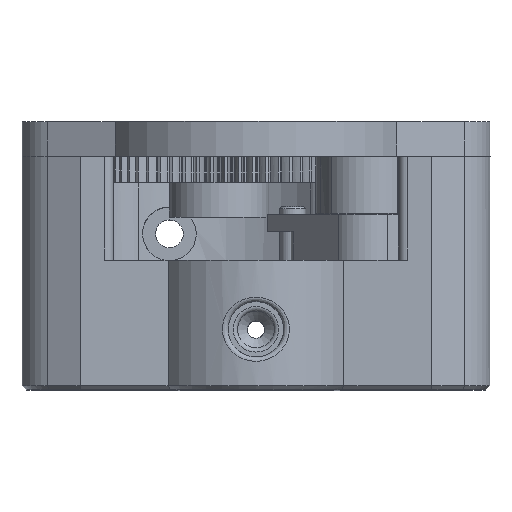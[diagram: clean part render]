
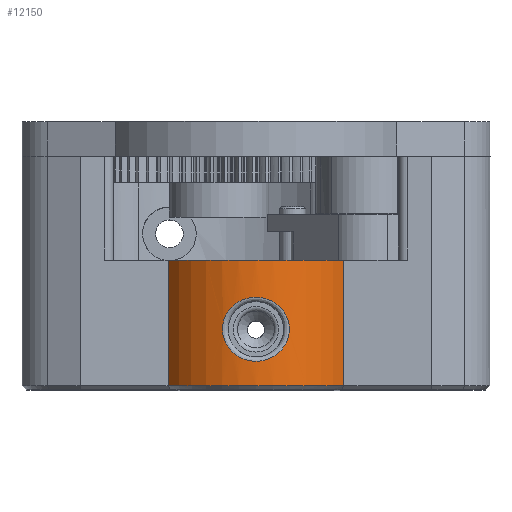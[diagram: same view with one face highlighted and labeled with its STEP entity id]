
A CAD part, top view. The second image highlights one B-rep face of the part: STEP entity #12150.
In plain terms, the highlighted cylindrical face has radius 12 mm (diameter 24 mm), a partial arc.
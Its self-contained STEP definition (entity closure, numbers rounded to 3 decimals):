
#488=B_SPLINE_CURVE_WITH_KNOTS('',3,(#18319,#18320,#18321,#18322,#18323,
#18324,#18325,#18326,#18327,#18328,#18329,#18330,#18331,#18332,#18333,#18334,
#18335),.UNSPECIFIED.,.T.,.F.,(4,1,1,1,1,1,1,1,1,1,1,1,1,1,4),(-2.423,
-2.285,-2.147,-2.008,-1.87,
-1.823,-1.685,-1.593,-1.408,-1.316,
-1.039,-0.9,-0.762,-0.623,
-0.485),.UNSPECIFIED.);
#957=FACE_BOUND('',#2555,.T.);
#1399=CYLINDRICAL_SURFACE('',#13114,12.);
#1823=FACE_OUTER_BOUND('',#2554,.T.);
#2554=EDGE_LOOP('',(#9602,#9603,#9604,#9605));
#2555=EDGE_LOOP('',(#9606));
#3136=LINE('',#16930,#3890);
#3265=LINE('',#17350,#4019);
#3890=VECTOR('',#14219,10.);
#4019=VECTOR('',#14468,10.);
#4668=CIRCLE('',#12935,12.);
#4701=CIRCLE('',#13087,12.);
#5160=VERTEX_POINT('',#16927);
#5161=VERTEX_POINT('',#16929);
#5326=VERTEX_POINT('',#17347);
#5327=VERTEX_POINT('',#17349);
#5507=VERTEX_POINT('',#18318);
#6499=EDGE_CURVE('',#5160,#5161,#3136,.T.);
#6682=EDGE_CURVE('',#5326,#5327,#3265,.T.);
#6727=EDGE_CURVE('',#5327,#5160,#4668,.T.);
#6984=EDGE_CURVE('',#5161,#5326,#4701,.T.);
#7014=EDGE_CURVE('',#5507,#5507,#488,.T.);
#9602=ORIENTED_EDGE('',*,*,#6984,.F.);
#9603=ORIENTED_EDGE('',*,*,#6499,.F.);
#9604=ORIENTED_EDGE('',*,*,#6727,.F.);
#9605=ORIENTED_EDGE('',*,*,#6682,.F.);
#9606=ORIENTED_EDGE('',*,*,#7014,.F.);
#12150=ADVANCED_FACE('',(#1823,#957),#1399,.T.);
#12935=AXIS2_PLACEMENT_3D('',#17456,#14557,#14558);
#13087=AXIS2_PLACEMENT_3D('',#18255,#15058,#15059);
#13114=AXIS2_PLACEMENT_3D('',#18317,#15133,#15134);
#14219=DIRECTION('',(0.,-1.,0.));
#14468=DIRECTION('',(0.,1.,0.));
#14557=DIRECTION('center_axis',(0.,1.,0.));
#14558=DIRECTION('ref_axis',(-0.847,0.,0.532));
#15058=DIRECTION('center_axis',(0.,-1.,0.));
#15059=DIRECTION('ref_axis',(1.,0.,0.));
#15133=DIRECTION('center_axis',(0.,1.,0.));
#15134=DIRECTION('ref_axis',(1.,0.,0.));
#16927=CARTESIAN_POINT('',(10.159,-12.,6.388));
#16929=CARTESIAN_POINT('',(10.159,-26.5,6.388));
#16930=CARTESIAN_POINT('',(10.159,-27.,6.388));
#17347=CARTESIAN_POINT('',(-10.159,-26.5,6.388));
#17349=CARTESIAN_POINT('',(-10.159,-12.,6.388));
#17350=CARTESIAN_POINT('',(-10.159,-27.,6.388));
#17456=CARTESIAN_POINT('Origin',(0.,-12.,0.));
#18255=CARTESIAN_POINT('Origin',(0.,-26.5,0.));
#18317=CARTESIAN_POINT('Origin',(0.,-27.,0.));
#18318=CARTESIAN_POINT('',(0.,-23.7,12.));
#18319=CARTESIAN_POINT('Ctrl Pts',(0.,-23.7,12.));
#18320=CARTESIAN_POINT('Ctrl Pts',(0.581,-23.7,12.));
#18321=CARTESIAN_POINT('Ctrl Pts',(1.742,-23.442,11.91));
#18322=CARTESIAN_POINT('Ctrl Pts',(3.117,-22.388,11.606));
#18323=CARTESIAN_POINT('Ctrl Pts',(3.892,-20.86,11.352));
#18324=CARTESIAN_POINT('Ctrl Pts',(3.892,-19.523,11.352));
#18325=CARTESIAN_POINT('Ctrl Pts',(3.49,-18.282,11.485));
#18326=CARTESIAN_POINT('Ctrl Pts',(2.826,-17.354,11.679));
#18327=CARTESIAN_POINT('Ctrl Pts',(1.389,-16.406,11.959));
#18328=CARTESIAN_POINT('Ctrl Pts',(-0.214,-16.175,
12.043));
#18329=CARTESIAN_POINT('Ctrl Pts',(-2.457,-16.842,
11.818));
#18330=CARTESIAN_POINT('Ctrl Pts',(-3.898,-18.556,11.352));
#18331=CARTESIAN_POINT('Ctrl Pts',(-3.891,-20.862,
11.352));
#18332=CARTESIAN_POINT('Ctrl Pts',(-3.118,-22.386,
11.606));
#18333=CARTESIAN_POINT('Ctrl Pts',(-1.742,-23.442,
11.91));
#18334=CARTESIAN_POINT('Ctrl Pts',(-0.581,-23.7,12.));
#18335=CARTESIAN_POINT('Ctrl Pts',(0.,-23.7,12.));
